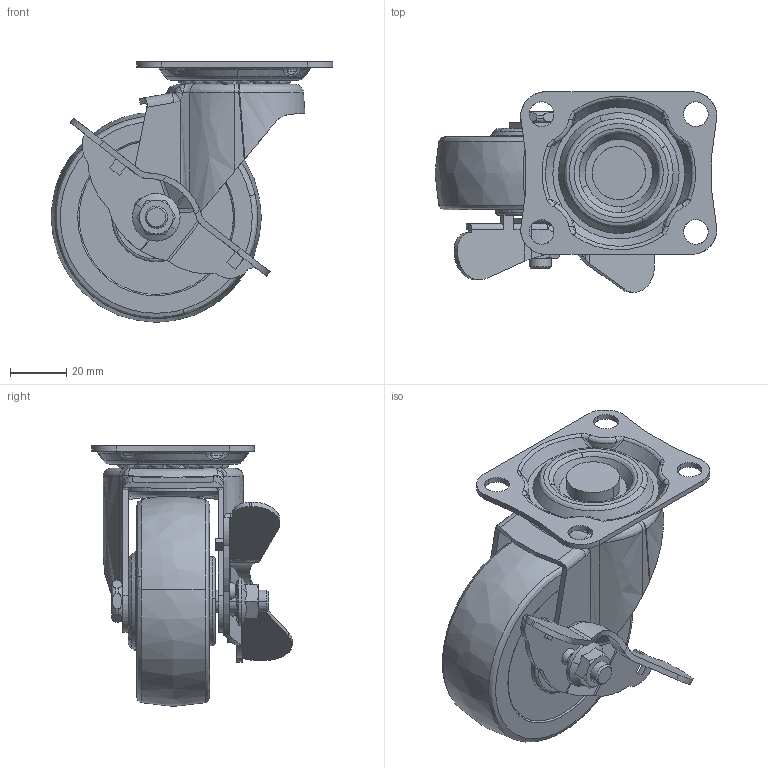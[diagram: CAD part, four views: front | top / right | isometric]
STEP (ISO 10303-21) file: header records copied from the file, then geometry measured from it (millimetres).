
FILE_DESCRIPTION((''),'2;1');
FILE_NAME('','2005-12-16T10:19:25',(''),(''),'','CADfix','');
FILE_SCHEMA(('AUTOMOTIVE_DESIGN'));
Length unit declared in the file: millimetre
Products named in the file (7): wheel; mounting plate; main shaft; lever; body; axle; 315S_R75_1242_36
Assembly tree (6 placements, depth 2):
  315S_R75_1242_36
    wheel
    mounting plate
    main shaft
    lever
    body
    axle
Bounding box: 100.5 x 71.4 x 93 mm (x, y, z)
Volume: 153481.1 mm3; surface area: 49968.8 mm2
Topology: 6 solids, 6 shells, 511 faces, 1425 edges, 933 vertices
Faces by surface type: bspline 511
Entity records: 33266 total; most frequent: CARTESIAN_POINT 25496, ORIENTED_EDGE 2836, EDGE_CURVE 1418, VERTEX_POINT 932, EDGE_LOOP 546, FACE_OUTER_BOUND 510, ADVANCED_FACE 510, QUASI_UNIFORM_CURVE 341
